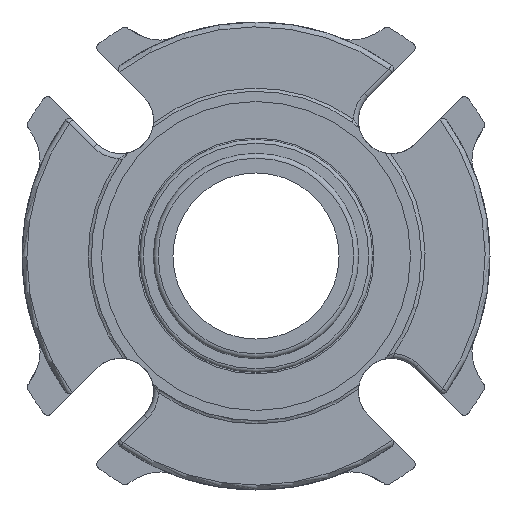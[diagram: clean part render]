
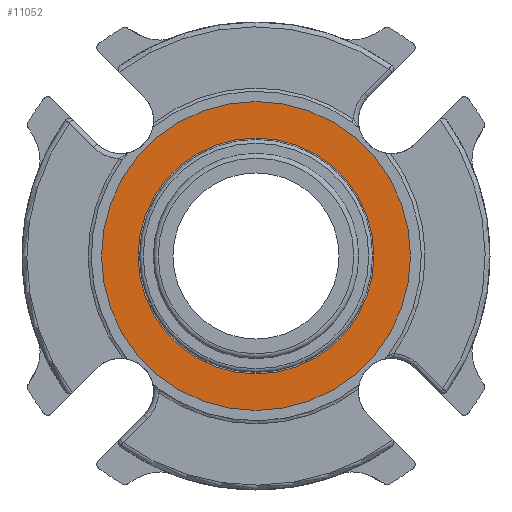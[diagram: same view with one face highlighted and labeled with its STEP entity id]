
A CAD part, front view. The second image highlights one B-rep face of the part: STEP entity #11052.
In plain terms, the highlighted planar face has unit normal (0, -1, 0).
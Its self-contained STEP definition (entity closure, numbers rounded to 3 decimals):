
#1312=PLANE('',#11554);
#1481=ORIENTED_EDGE('',*,*,#3823,.T.);
#1482=ORIENTED_EDGE('',*,*,#3821,.F.);
#3821=EDGE_CURVE('',#4992,#4992,#5745,.T.);
#3823=EDGE_CURVE('',#4994,#4994,#5747,.T.);
#4992=VERTEX_POINT('',#14917);
#4994=VERTEX_POINT('',#14922);
#5745=CIRCLE('',#11552,32.5);
#5747=CIRCLE('',#11555,24.765);
#6238=EDGE_LOOP('',(#1481));
#6239=EDGE_LOOP('',(#1482));
#6818=FACE_BOUND('',#6238,.T.);
#6819=FACE_BOUND('',#6239,.T.);
#11052=ADVANCED_FACE('',(#6818,#6819),#1312,.F.);
#11552=AXIS2_PLACEMENT_3D('',#14916,#12518,#12519);
#11554=AXIS2_PLACEMENT_3D('',#14920,#12522,#12523);
#11555=AXIS2_PLACEMENT_3D('',#14921,#12524,#12525);
#12518=DIRECTION('',(0.,1.,0.));
#12519=DIRECTION('',(0.,0.,1.));
#12522=DIRECTION('',(0.,1.,0.));
#12523=DIRECTION('',(0.,0.,1.));
#12524=DIRECTION('',(0.,1.,0.));
#12525=DIRECTION('',(-1.,0.,0.));
#14916=CARTESIAN_POINT('',(0.,-2.794,0.));
#14917=CARTESIAN_POINT('',(0.,-2.794,32.5));
#14920=CARTESIAN_POINT('',(0.,-2.794,27.));
#14921=CARTESIAN_POINT('',(0.,-2.794,0.));
#14922=CARTESIAN_POINT('',(-24.765,-2.794,0.));
